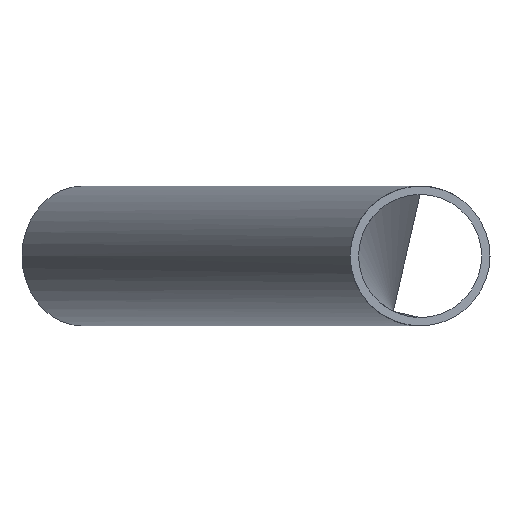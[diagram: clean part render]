
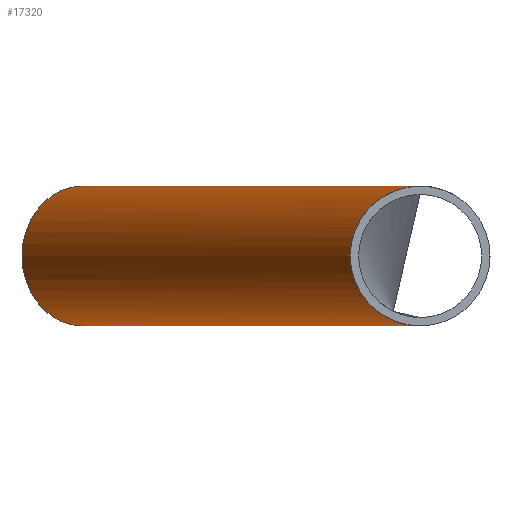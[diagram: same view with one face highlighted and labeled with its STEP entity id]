
A CAD part, left-side view. The second image highlights one B-rep face of the part: STEP entity #17320.
In plain terms, the highlighted cylindrical face has radius 16.85 mm (diameter 33.7 mm), a full revolution.
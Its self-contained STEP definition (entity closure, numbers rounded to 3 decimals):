
#1102 = EDGE_LOOP ( 'NONE', ( #8296 ) ) ;
#4170 = CARTESIAN_POINT ( 'NONE',  ( -29.385, 0., -16.85 ) ) ;
#4370 =( BOUNDED_CURVE ( )  B_SPLINE_CURVE ( 3, ( #15005, #14226, #4531, #14290 ),
 .UNSPECIFIED., .F., .F. ) 
 B_SPLINE_CURVE_WITH_KNOTS ( ( 4, 4 ),
 ( 1.571, 4.712 ),
 .UNSPECIFIED. ) 
 CURVE ( )  GEOMETRIC_REPRESENTATION_ITEM ( )  RATIONAL_B_SPLINE_CURVE ( ( 1., 0.333, 0.333, 1. ) ) 
 REPRESENTATION_ITEM ( '' )  );
#4531 = CARTESIAN_POINT ( 'NONE',  ( 96.385, 33.7, 16.85 ) ) ;
#5669 = CYLINDRICAL_SURFACE ( 'NONE', #17319, 16.85 ) ;
#5828 = CARTESIAN_POINT ( 'NONE',  ( 111.678, 81.443, 0. ) ) ;
#6256 =( BOUNDED_CURVE ( )  B_SPLINE_CURVE ( 3, ( #17315, #17430, #14593, #17372 ),
 .UNSPECIFIED., .F., .F. ) 
 B_SPLINE_CURVE_WITH_KNOTS ( ( 4, 4 ),
 ( 4.712, 7.854 ),
 .UNSPECIFIED. ) 
 CURVE ( )  GEOMETRIC_REPRESENTATION_ITEM ( )  RATIONAL_B_SPLINE_CURVE ( ( 1., 0.333, 0.333, 1. ) ) 
 REPRESENTATION_ITEM ( '' )  );
#6464 = CARTESIAN_POINT ( 'NONE',  ( 103.253, 96.035, 0. ) ) ;
#6912 = VERTEX_POINT ( 'NONE', #13695 ) ;
#8013 = VERTEX_POINT ( 'NONE', #6464 ) ;
#8273 = DIRECTION ( 'NONE',  ( 0.866, 0.5, 0. ) ) ;
#8296 = ORIENTED_EDGE ( 'NONE', *, *, #14203, .F. ) ;
#9989 = ORIENTED_EDGE ( 'NONE', *, *, #11556, .F. ) ;
#11005 = CARTESIAN_POINT ( 'NONE',  ( 111.678, 81.443, 0. ) ) ;
#11556 = EDGE_CURVE ( 'NONE', #6912, #17076, #6256, .T. ) ;
#11802 = EDGE_CURVE ( 'NONE', #17076, #6912, #4370, .T. ) ;
#12885 = ORIENTED_EDGE ( 'NONE', *, *, #11802, .F. ) ;
#12908 = DIRECTION ( 'NONE',  ( -0.5, 0.866, 0. ) ) ;
#13695 = CARTESIAN_POINT ( 'NONE',  ( -29.385, 0., 16.85 ) ) ;
#13794 = DIRECTION ( 'NONE',  ( -0.5, 0.866, 0. ) ) ;
#13903 = FACE_OUTER_BOUND ( 'NONE', #14579, .T. ) ;
#14203 = EDGE_CURVE ( 'NONE', #8013, #8013, #15028, .T. ) ;
#14226 = CARTESIAN_POINT ( 'NONE',  ( 96.385, 33.7, -16.85 ) ) ;
#14290 = CARTESIAN_POINT ( 'NONE',  ( -29.385, 0., 16.85 ) ) ;
#14579 = EDGE_LOOP ( 'NONE', ( #12885, #9989 ) ) ;
#14593 = CARTESIAN_POINT ( 'NONE',  ( -38.415, 33.7, -16.85 ) ) ;
#15005 = CARTESIAN_POINT ( 'NONE',  ( -29.385, 0., -16.85 ) ) ;
#15028 = CIRCLE ( 'NONE', #15547, 16.85 ) ;
#15517 = DIRECTION ( 'NONE',  ( 0.866, 0.5, 0. ) ) ;
#15547 = AXIS2_PLACEMENT_3D ( 'NONE', #11005, #8273, #13794 ) ;
#17076 = VERTEX_POINT ( 'NONE', #4170 ) ;
#17315 = CARTESIAN_POINT ( 'NONE',  ( -29.385, 0., 16.85 ) ) ;
#17319 = AXIS2_PLACEMENT_3D ( 'NONE', #5828, #15517, #12908 ) ;
#17320 = ADVANCED_FACE ( 'NONE', ( #13903, #17568 ), #5669, .T. ) ;
#17372 = CARTESIAN_POINT ( 'NONE',  ( -29.385, 0., -16.85 ) ) ;
#17430 = CARTESIAN_POINT ( 'NONE',  ( -38.415, 33.7, 16.85 ) ) ;
#17568 = FACE_OUTER_BOUND ( 'NONE', #1102, .T. ) ;
